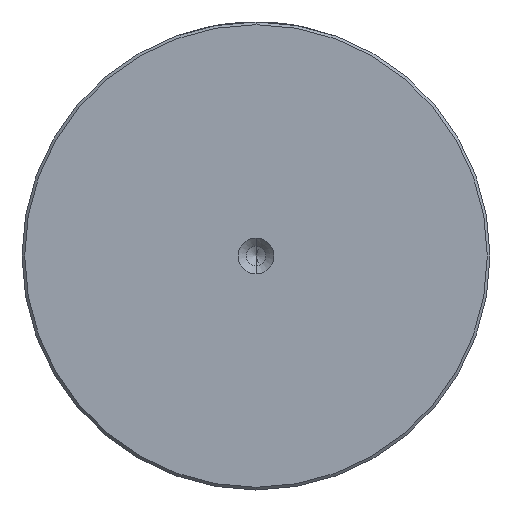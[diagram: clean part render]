
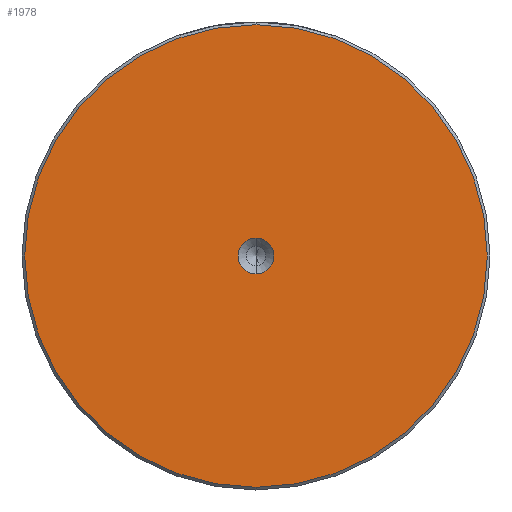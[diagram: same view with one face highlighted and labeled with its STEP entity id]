
A CAD part, left-side view. The second image highlights one B-rep face of the part: STEP entity #1978.
In plain terms, the highlighted planar face has unit normal (-1, 0, 0).
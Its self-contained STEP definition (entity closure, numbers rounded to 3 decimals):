
#1 = DIRECTION ( 'NONE',  ( 0., 0., 1. ) ) ;
#33 = CARTESIAN_POINT ( 'NONE',  ( 0., 0., -42.5 ) ) ;
#89 = CIRCLE ( 'NONE', #1845, 42.5 ) ;
#315 = AXIS2_PLACEMENT_3D ( 'NONE', #3133, #1558, #1 ) ;
#322 = CARTESIAN_POINT ( 'NONE',  ( 0., 0., 0. ) ) ;
#416 = AXIS2_PLACEMENT_3D ( 'NONE', #2303, #737, #2565 ) ;
#490 = AXIS2_PLACEMENT_3D ( 'NONE', #3089, #1505, #3351 ) ;
#556 = VERTEX_POINT ( 'NONE', #3164 ) ;
#595 = DIRECTION ( 'NONE',  ( 0., 0., 1. ) ) ;
#734 = CARTESIAN_POINT ( 'NONE',  ( 0., 0., 0. ) ) ;
#737 = DIRECTION ( 'NONE',  ( -1., 0., 0. ) ) ;
#1142 = AXIS2_PLACEMENT_3D ( 'NONE', #734, #1498, #3343 ) ;
#1184 = VERTEX_POINT ( 'NONE', #1980 ) ;
#1339 = ORIENTED_EDGE ( 'NONE', *, *, #1350, .F. ) ;
#1350 = EDGE_CURVE ( 'NONE', #3366, #556, #2527, .T. ) ;
#1498 = DIRECTION ( 'NONE',  ( -1., 0., 0. ) ) ;
#1505 = DIRECTION ( 'NONE',  ( -1., 0., 0. ) ) ;
#1527 = ORIENTED_EDGE ( 'NONE', *, *, #2896, .F. ) ;
#1558 = DIRECTION ( 'NONE',  ( -1., 0., 0. ) ) ;
#1640 = EDGE_CURVE ( 'NONE', #1184, #2035, #1852, .T. ) ;
#1757 = PLANE ( 'NONE',  #1142 ) ;
#1830 = EDGE_LOOP ( 'NONE', ( #2646, #2786 ) ) ;
#1845 = AXIS2_PLACEMENT_3D ( 'NONE', #322, #2155, #595 ) ;
#1852 = CIRCLE ( 'NONE', #416, 42.5 ) ;
#1978 = ADVANCED_FACE ( 'NONE', ( #2106, #2038 ), #1757, .T. ) ;
#1980 = CARTESIAN_POINT ( 'NONE',  ( 0., 0., 42.5 ) ) ;
#2035 = VERTEX_POINT ( 'NONE', #33 ) ;
#2038 = FACE_BOUND ( 'NONE', #3113, .T. ) ;
#2071 = CIRCLE ( 'NONE', #315, 3.3 ) ;
#2106 = FACE_OUTER_BOUND ( 'NONE', #1830, .T. ) ;
#2155 = DIRECTION ( 'NONE',  ( -1., 0., 0. ) ) ;
#2303 = CARTESIAN_POINT ( 'NONE',  ( 0., 0., 0. ) ) ;
#2493 = EDGE_CURVE ( 'NONE', #2035, #1184, #89, .T. ) ;
#2527 = CIRCLE ( 'NONE', #490, 3.3 ) ;
#2565 = DIRECTION ( 'NONE',  ( 0., 0., 1. ) ) ;
#2646 = ORIENTED_EDGE ( 'NONE', *, *, #2493, .T. ) ;
#2662 = CARTESIAN_POINT ( 'NONE',  ( 0., 0., 3.3 ) ) ;
#2786 = ORIENTED_EDGE ( 'NONE', *, *, #1640, .T. ) ;
#2896 = EDGE_CURVE ( 'NONE', #556, #3366, #2071, .T. ) ;
#3089 = CARTESIAN_POINT ( 'NONE',  ( 0., 0., 0. ) ) ;
#3113 = EDGE_LOOP ( 'NONE', ( #1339, #1527 ) ) ;
#3133 = CARTESIAN_POINT ( 'NONE',  ( 0., 0., 0. ) ) ;
#3164 = CARTESIAN_POINT ( 'NONE',  ( 0., 0., -3.3 ) ) ;
#3343 = DIRECTION ( 'NONE',  ( 0., 0., 1. ) ) ;
#3351 = DIRECTION ( 'NONE',  ( 0., 0., 1. ) ) ;
#3366 = VERTEX_POINT ( 'NONE', #2662 ) ;
